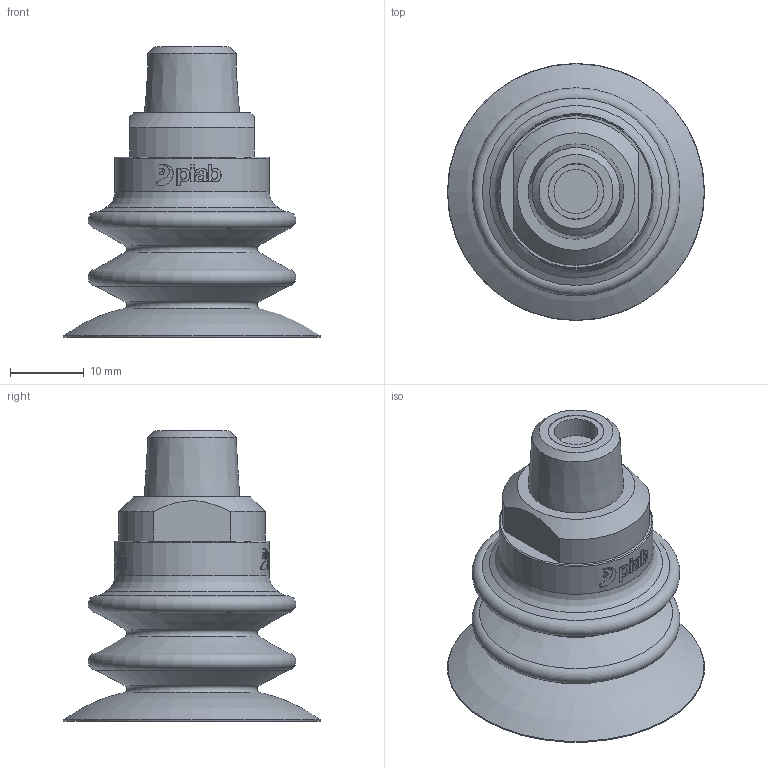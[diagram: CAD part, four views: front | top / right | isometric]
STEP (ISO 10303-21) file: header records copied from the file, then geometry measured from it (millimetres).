
FILE_DESCRIPTION(/* description */ ('Unknown'),/* implementation_level */ '2;1');
FILE_NAME(/* name */ 'ISM-0902352-normal',/* time_stamp */ '2017-11-07T15:37:39+01:00',/* author */ ('Unknown'),/* organization */ ('Unknown'),/* preprocessor_version */ 'ST-DEVELOPER v16.7',/* originating_system */ 'DEX',/* authorisation */ $);
FILE_SCHEMA (('AUTOMOTIVE_DESIGN {1 0 10303 214 3 1 1}'));
Length unit declared in the file: millimetre
Products named in the file (6): SE-0417550; SE-0415462; 3250093; 3150334; 3150310; 3150308
Assembly tree (5 placements, depth 3):
  SE-0417550
    SE-0415462
    3250093
      3150334
      3150310
      3150308
Bounding box: 35 x 35 x 39.5 mm (x, y, z)
Volume: 13602.4 mm3; surface area: 6567.3 mm2
Topology: 4 solids, 4 shells, 254 faces, 634 edges, 417 vertices
Faces by surface type: bspline 119, plane 79, cylinder 35, cone 11, torus 10
Full cylindrical faces by diameter (mm): 5 x1, 6 x3, 7.3 x1, 7.5 x4, 7.6 x1, 8.5 x1, 9 x1, 11 x1, 21 x1
Entity records: 10555 total; most frequent: CARTESIAN_POINT 5116, ORIENTED_EDGE 1190, DIRECTION 697, EDGE_CURVE 595, VERTEX_POINT 413, EDGE_LOOP 322, FACE_BOUND 322, B_SPLINE_CURVE_WITH_KNOTS 294
